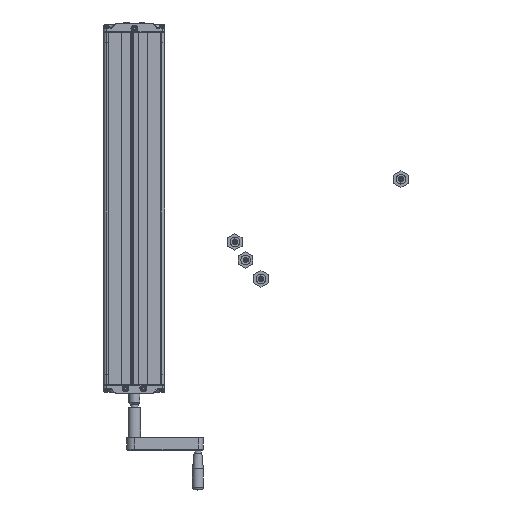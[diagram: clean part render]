
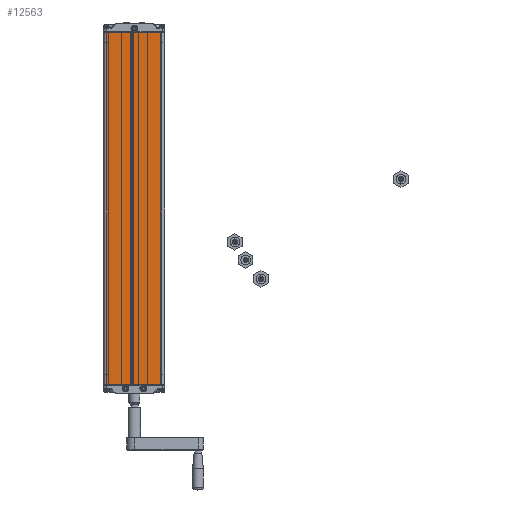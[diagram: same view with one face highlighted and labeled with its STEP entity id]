
A CAD part, top view. The second image highlights one B-rep face of the part: STEP entity #12563.
In plain terms, the highlighted face is planar.
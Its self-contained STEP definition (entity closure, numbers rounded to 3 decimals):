
#794=PLANE('',#13858);
#1092=FACE_OUTER_BOUND('',#1880,.T.);
#1880=EDGE_LOOP('',(#8884,#8885,#8886,#8887));
#2803=LINE('',#20202,#3672);
#2807=LINE('',#20237,#3676);
#2810=LINE('',#20260,#3679);
#2813=LINE('',#20264,#3682);
#3672=VECTOR('',#15812,108.);
#3676=VECTOR('',#15862,108.);
#3679=VECTOR('',#15897,691.5);
#3682=VECTOR('',#15902,691.5);
#5457=VERTEX_POINT('',#20196);
#5458=VERTEX_POINT('',#20200);
#5465=VERTEX_POINT('',#20231);
#5466=VERTEX_POINT('',#20235);
#6702=EDGE_CURVE('',#5457,#5458,#2803,.T.);
#6720=EDGE_CURVE('',#5466,#5465,#2807,.F.);
#6732=EDGE_CURVE('',#5458,#5466,#2810,.T.);
#6735=EDGE_CURVE('',#5465,#5457,#2813,.F.);
#8884=ORIENTED_EDGE('',*,*,#6735,.T.);
#8885=ORIENTED_EDGE('',*,*,#6702,.T.);
#8886=ORIENTED_EDGE('',*,*,#6732,.T.);
#8887=ORIENTED_EDGE('',*,*,#6720,.T.);
#12563=ADVANCED_FACE('',(#1092),#794,.T.);
#13858=AXIS2_PLACEMENT_3D('',#20287,#15937,#15938);
#15812=DIRECTION('',(1.,0.,0.));
#15862=DIRECTION('',(1.,0.,0.));
#15897=DIRECTION('',(0.,-1.,0.));
#15902=DIRECTION('',(0.,-1.,0.));
#15937=DIRECTION('center_axis',(0.,0.,-1.));
#15938=DIRECTION('ref_axis',(-1.,0.,0.));
#20196=CARTESIAN_POINT('',(-54.,692.,-30.));
#20200=CARTESIAN_POINT('',(54.,692.,-30.));
#20202=CARTESIAN_POINT('',(-54.,692.,-30.));
#20231=CARTESIAN_POINT('',(-54.,0.5,-30.));
#20235=CARTESIAN_POINT('',(54.,0.5,-30.));
#20237=CARTESIAN_POINT('',(-54.,0.5,-30.));
#20260=CARTESIAN_POINT('',(54.,692.,-30.));
#20264=CARTESIAN_POINT('',(-54.,692.,-30.));
#20287=CARTESIAN_POINT('Origin',(-60.,692.5,-30.));
